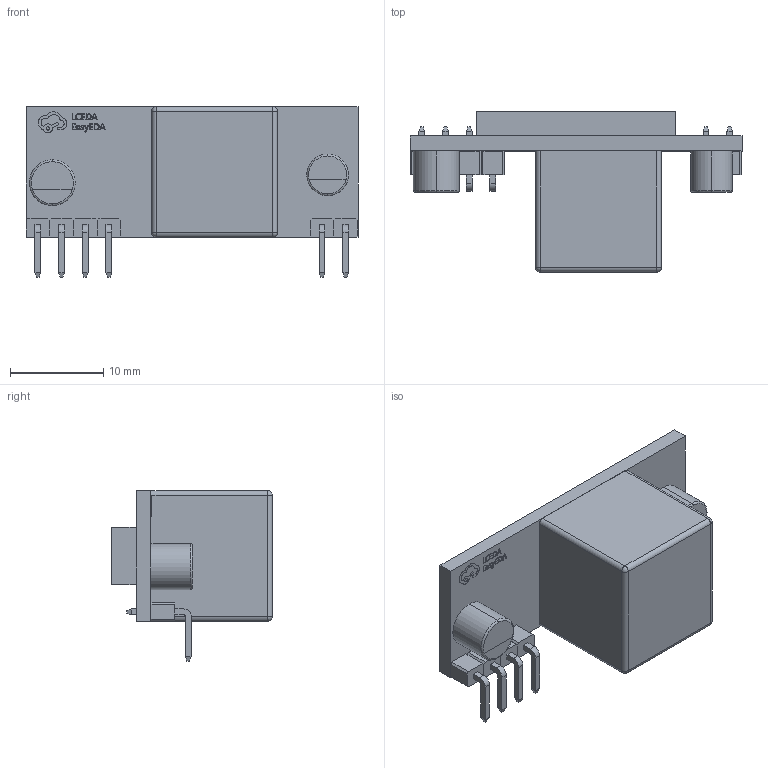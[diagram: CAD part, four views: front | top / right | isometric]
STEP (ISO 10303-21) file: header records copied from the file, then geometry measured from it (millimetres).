
FILE_DESCRIPTION (( 'STEP AP214' ), '1' );
FILE_NAME ('PWRM-TH_DP1435-XX.STEP', '2023-06-05T01:27:35', ( 'PC' ), ( 'Microsoft' ), 'SwSTEP 2.0', 'SolidWorks 2020', '' );
FILE_SCHEMA (( 'AUTOMOTIVE_DESIGN' ));
Length unit declared in the file: millimetre
Products named in the file (1): PWRM-TH_DP1435-XX
Bounding box: 35.61 x 17.2 x 18.3 mm (x, y, z)
Volume: 3841.2 mm3; surface area: 2821.4 mm2
Topology: 8 solids, 8 shells, 463 faces, 1173 edges, 756 vertices
Faces by surface type: plane 329, bspline 98, cylinder 28, sphere 4, torus 4
Entity records: 19369 total; most frequent: CARTESIAN_POINT 3695, ORIENTED_EDGE 2338, DIRECTION 1765, EDGE_CURVE 1169, VECTOR 905, LINE 905, VERTEX_POINT 756, EDGE_LOOP 497
